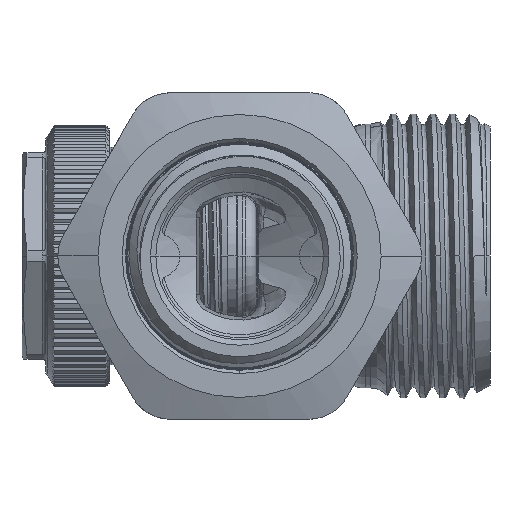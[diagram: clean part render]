
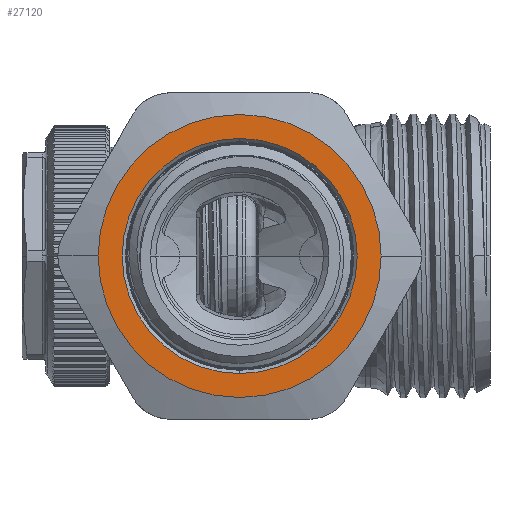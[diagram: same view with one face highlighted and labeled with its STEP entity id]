
A CAD part, left-side view. The second image highlights one B-rep face of the part: STEP entity #27120.
In plain terms, the highlighted planar face has unit normal (-1, 0, 0).
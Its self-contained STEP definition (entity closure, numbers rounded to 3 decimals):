
#2097=CARTESIAN_POINT('',(-31.6,0.,0.));
#2098=DIRECTION('',(-1.,0.,0.));
#2099=DIRECTION('',(0.,-1.,0.));
#2100=AXIS2_PLACEMENT_3D('',#2097,#2098,#2099);
#2102=CARTESIAN_POINT('',(-31.6,0.,0.));
#2103=DIRECTION('',(-1.,0.,0.));
#2104=DIRECTION('',(0.,1.,0.));
#2105=AXIS2_PLACEMENT_3D('',#2102,#2103,#2104);
#2257=CARTESIAN_POINT('',(-31.6,0.,0.));
#2258=DIRECTION('',(-1.,0.,0.));
#2259=DIRECTION('',(0.,0.,-1.));
#2260=AXIS2_PLACEMENT_3D('',#2257,#2258,#2259);
#2267=CARTESIAN_POINT('',(-31.6,0.,0.));
#2268=DIRECTION('',(-1.,0.,0.));
#2269=DIRECTION('',(0.,0.,1.));
#2270=AXIS2_PLACEMENT_3D('',#2267,#2268,#2269);
#24108=CARTESIAN_POINT('',(-31.6,0.,-10.8));
#24109=CARTESIAN_POINT('',(-31.6,0.,10.8));
#24110=VERTEX_POINT('',#24108);
#24111=VERTEX_POINT('',#24109);
#24116=CARTESIAN_POINT('',(-31.6,-13.,0.));
#24117=CARTESIAN_POINT('',(-31.6,13.,0.));
#24118=VERTEX_POINT('',#24116);
#24119=VERTEX_POINT('',#24117);
#27104=CARTESIAN_POINT('',(-31.6,0.,0.));
#27105=DIRECTION('',(1.,0.,0.));
#27106=DIRECTION('',(0.,1.,0.));
#27107=AXIS2_PLACEMENT_3D('',#27104,#27105,#27106);
#27108=PLANE('',#27107);
#27109=ORIENTED_EDGE('',*,*,#27088,.F.);
#27111=ORIENTED_EDGE('',*,*,#27110,.F.);
#27112=EDGE_LOOP('',(#27109,#27111));
#27113=FACE_OUTER_BOUND('',#27112,.F.);
#27115=ORIENTED_EDGE('',*,*,#27114,.T.);
#27117=ORIENTED_EDGE('',*,*,#27116,.T.);
#27118=EDGE_LOOP('',(#27115,#27117));
#27119=FACE_BOUND('',#27118,.F.);
#27120=ADVANCED_FACE('',(#27113,#27119),#27108,.F.);
#2101=CIRCLE('',#2100,13.);
#2106=CIRCLE('',#2105,13.);
#2261=CIRCLE('',#2260,10.8);
#2271=CIRCLE('',#2270,10.8);
#27088=EDGE_CURVE('',#24118,#24119,#2101,.T.);
#27110=EDGE_CURVE('',#24119,#24118,#2106,.T.);
#27114=EDGE_CURVE('',#24110,#24111,#2261,.T.);
#27116=EDGE_CURVE('',#24111,#24110,#2271,.T.);
